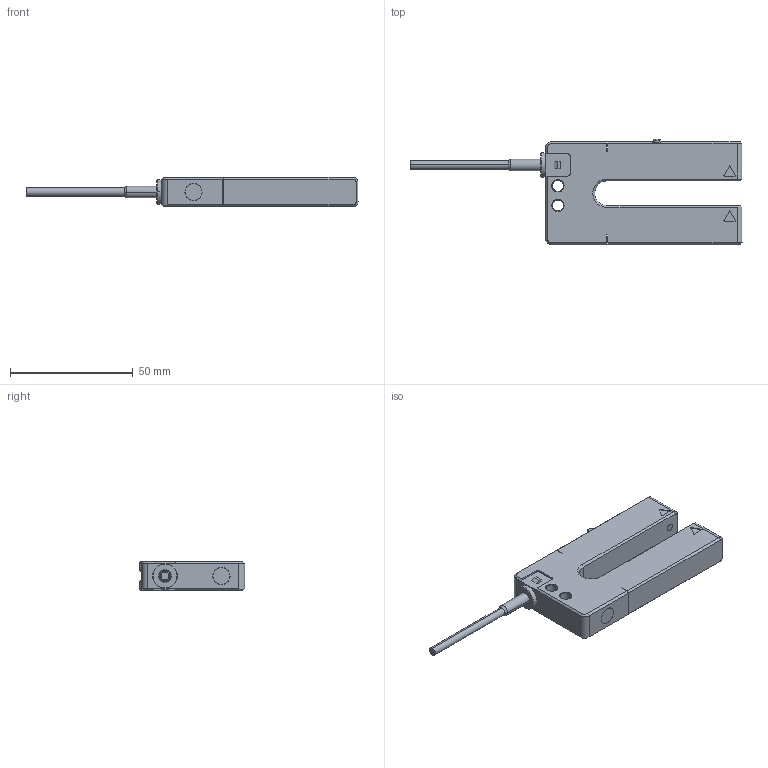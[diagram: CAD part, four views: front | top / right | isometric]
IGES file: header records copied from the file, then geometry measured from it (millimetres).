
Start section:  PTC IGES file: 137646.igs
Global section: file name: 137646.igs; native system: Pro/ENGINEER by Parametric Technology Corporation; preprocessor: 2009141; author: banengservice; organization: Unknown; date: 20100928.161421; units: inch
Bounding box: 135.25 x 43 x 12 mm (x, y, z)
Volume: 21885.9 mm3; surface area: 22699.8 mm2
Topology: 2 solids, 2 shells, 1011 faces, 2681 edges, 1697 vertices
Faces by surface type: bspline 558, revolution 453
